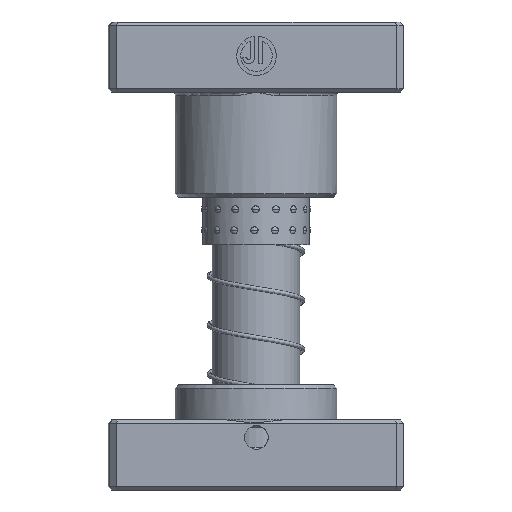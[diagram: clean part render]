
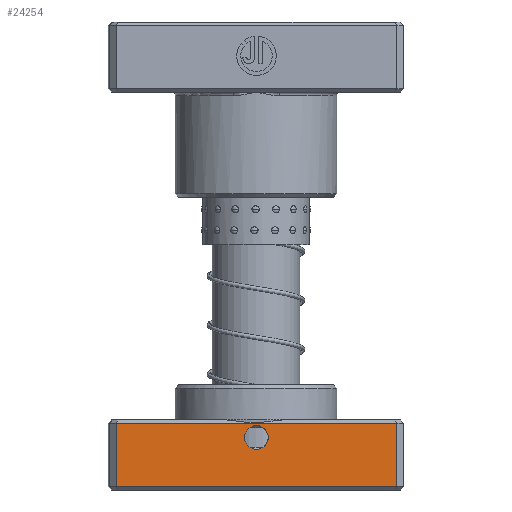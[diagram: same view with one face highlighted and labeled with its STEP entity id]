
A CAD part, front view. The second image highlights one B-rep face of the part: STEP entity #24254.
In plain terms, the highlighted face is planar.
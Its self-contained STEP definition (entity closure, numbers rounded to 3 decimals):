
#857 = EDGE_CURVE ( 'NONE', #25814, #19859, #8129, .T. ) ;
#1278 = EDGE_LOOP ( 'NONE', ( #31889, #8349, #31763, #3460 ) ) ;
#1352 = CARTESIAN_POINT ( 'NONE',  ( -40., -24., 1. ) ) ;
#2297 = CIRCLE ( 'NONE', #29835, 3.4 ) ;
#2365 = VERTEX_POINT ( 'NONE', #18459 ) ;
#2481 = DIRECTION ( 'NONE',  ( 0., 1., 0. ) ) ;
#2887 = ORIENTED_EDGE ( 'NONE', *, *, #24076, .F. ) ;
#2907 = EDGE_LOOP ( 'NONE', ( #22254, #2887 ) ) ;
#3048 = VECTOR ( 'NONE', #32482, 1000. ) ;
#3449 = DIRECTION ( 'NONE',  ( -1., 0., 0. ) ) ;
#3460 = ORIENTED_EDGE ( 'NONE', *, *, #857, .T. ) ;
#3793 = FACE_OUTER_BOUND ( 'NONE', #1278, .T. ) ;
#4880 = CARTESIAN_POINT ( 'NONE',  ( 0., -24., 15. ) ) ;
#7881 = DIRECTION ( 'NONE',  ( 0., 0., -1. ) ) ;
#8129 = LINE ( 'NONE', #18540, #23004 ) ;
#8299 = LINE ( 'NONE', #8451, #23181 ) ;
#8349 = ORIENTED_EDGE ( 'NONE', *, *, #22351, .T. ) ;
#8451 = CARTESIAN_POINT ( 'NONE',  ( -40., -24., 20. ) ) ;
#8884 = CARTESIAN_POINT ( 'NONE',  ( 0., -24., 15. ) ) ;
#10309 = CARTESIAN_POINT ( 'NONE',  ( 0., -24., 18.4 ) ) ;
#11363 = PLANE ( 'NONE',  #26496 ) ;
#11431 = DIRECTION ( 'NONE',  ( 0., 0., -1. ) ) ;
#11890 = DIRECTION ( 'NONE',  ( 0., 0., -1. ) ) ;
#14272 = VECTOR ( 'NONE', #32166, 1000. ) ;
#14579 = CARTESIAN_POINT ( 'NONE',  ( -40., -24., 1. ) ) ;
#15489 = CARTESIAN_POINT ( 'NONE',  ( 40., -24., 19. ) ) ;
#17324 = CARTESIAN_POINT ( 'NONE',  ( -40., -24., 20. ) ) ;
#17944 = LINE ( 'NONE', #14579, #3048 ) ;
#18459 = CARTESIAN_POINT ( 'NONE',  ( 40., -24., 1. ) ) ;
#18540 = CARTESIAN_POINT ( 'NONE',  ( -40., -24., 19. ) ) ;
#18933 = VERTEX_POINT ( 'NONE', #1352 ) ;
#19494 = VERTEX_POINT ( 'NONE', #10309 ) ;
#19859 = VERTEX_POINT ( 'NONE', #27498 ) ;
#20281 = CARTESIAN_POINT ( 'NONE',  ( 40., -24., 20. ) ) ;
#21390 = EDGE_CURVE ( 'NONE', #25814, #2365, #38142, .T. ) ;
#22254 = ORIENTED_EDGE ( 'NONE', *, *, #28797, .F. ) ;
#22351 = EDGE_CURVE ( 'NONE', #18933, #2365, #17944, .T. ) ;
#22984 = VERTEX_POINT ( 'NONE', #36123 ) ;
#23004 = VECTOR ( 'NONE', #3449, 1000. ) ;
#23181 = VECTOR ( 'NONE', #11431, 1000. ) ;
#23331 = DIRECTION ( 'NONE',  ( 0., 0., 1. ) ) ;
#24076 = EDGE_CURVE ( 'NONE', #19494, #22984, #27109, .T. ) ;
#24254 = ADVANCED_FACE ( 'NONE', ( #35505, #3793 ), #11363, .F. ) ;
#25696 = DIRECTION ( 'NONE',  ( 0., -1., 0. ) ) ;
#25814 = VERTEX_POINT ( 'NONE', #15489 ) ;
#26496 = AXIS2_PLACEMENT_3D ( 'NONE', #17324, #2481, #23331 ) ;
#27109 = CIRCLE ( 'NONE', #31241, 3.4 ) ;
#27498 = CARTESIAN_POINT ( 'NONE',  ( -40., -24., 19. ) ) ;
#28797 = EDGE_CURVE ( 'NONE', #22984, #19494, #2297, .T. ) ;
#29693 = DIRECTION ( 'NONE',  ( 0., -1., 0. ) ) ;
#29835 = AXIS2_PLACEMENT_3D ( 'NONE', #8884, #29693, #11890 ) ;
#30233 = EDGE_CURVE ( 'NONE', #19859, #18933, #8299, .T. ) ;
#31241 = AXIS2_PLACEMENT_3D ( 'NONE', #4880, #25696, #7881 ) ;
#31763 = ORIENTED_EDGE ( 'NONE', *, *, #21390, .F. ) ;
#31889 = ORIENTED_EDGE ( 'NONE', *, *, #30233, .T. ) ;
#32166 = DIRECTION ( 'NONE',  ( 0., 0., -1. ) ) ;
#32482 = DIRECTION ( 'NONE',  ( 1., 0., 0. ) ) ;
#35505 = FACE_BOUND ( 'NONE', #2907, .T. ) ;
#36123 = CARTESIAN_POINT ( 'NONE',  ( 0., -24., 11.6 ) ) ;
#38142 = LINE ( 'NONE', #20281, #14272 ) ;
